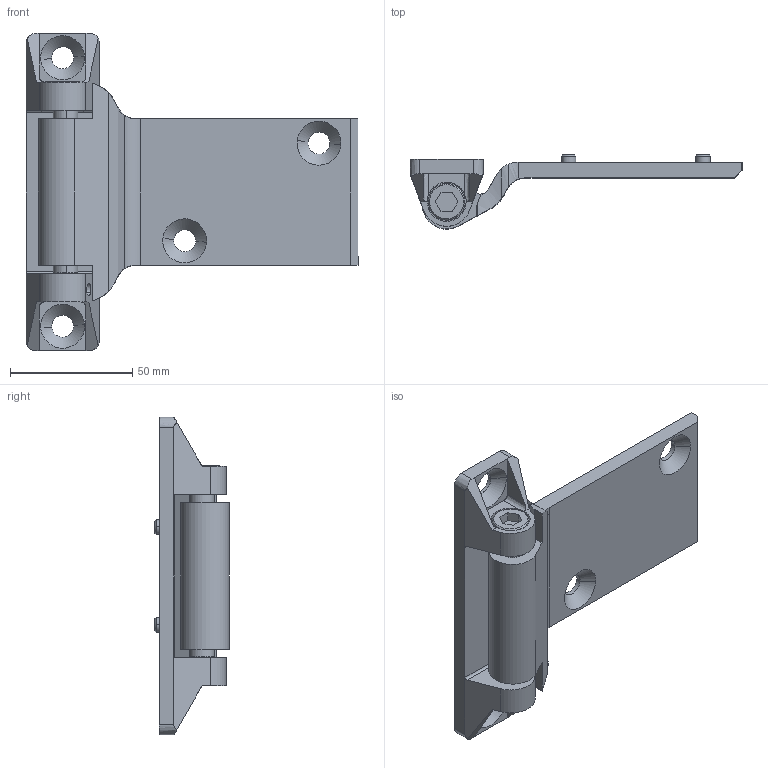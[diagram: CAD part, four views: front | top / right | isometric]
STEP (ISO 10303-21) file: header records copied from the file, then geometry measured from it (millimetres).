
FILE_DESCRIPTION((''),'2;1');
FILE_NAME('','2006-11-07T16:01:34',(''),(''),'','CADfix','');
FILE_SCHEMA(('AUTOMOTIVE_DESIGN'));
Length unit declared in the file: millimetre
Products named in the file (5): shaft_mr; screw_mr; hinge pieces_B_mr; hinge pieces_A_mr; TEH_1054_U32_2678_36
Assembly tree (4 placements, depth 2):
  TEH_1054_U32_2678_36
    shaft_mr
    screw_mr
    hinge pieces_B_mr
    hinge pieces_A_mr
Bounding box: 136 x 30.39 x 130 mm (x, y, z)
Volume: 87971.8 mm3; surface area: 41178.8 mm2
Topology: 4 solids, 4 shells, 196 faces, 596 edges, 419 vertices
Faces by surface type: bspline 196
Entity records: 7159 total; most frequent: CARTESIAN_POINT 3763, ORIENTED_EDGE 1192, EDGE_CURVE 596, VERTEX_POINT 419, QUASI_UNIFORM_CURVE 300, EDGE_LOOP 223, FACE_OUTER_BOUND 196, ADVANCED_FACE 196
